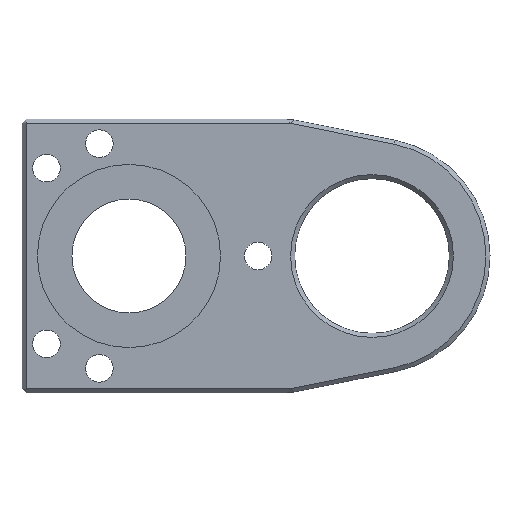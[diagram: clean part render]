
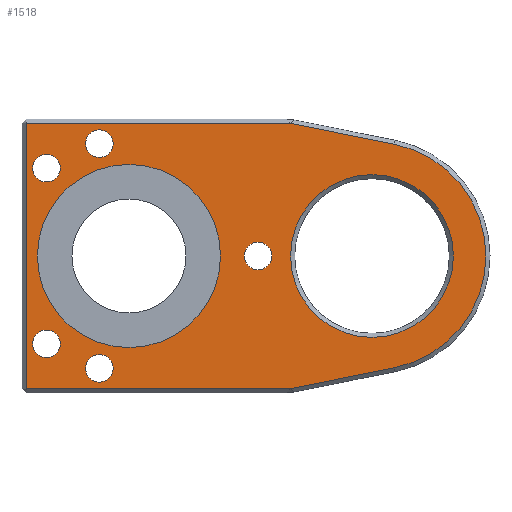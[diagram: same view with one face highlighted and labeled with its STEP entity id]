
A CAD part, front view. The second image highlights one B-rep face of the part: STEP entity #1518.
In plain terms, the highlighted planar face has unit normal (0, -1, 0).
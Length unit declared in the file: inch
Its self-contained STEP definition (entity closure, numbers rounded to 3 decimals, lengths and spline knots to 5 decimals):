
#46=FACE_BOUND('',#226,.T.);
#47=FACE_BOUND('',#227,.T.);
#48=FACE_BOUND('',#228,.T.);
#49=FACE_BOUND('',#229,.T.);
#50=FACE_BOUND('',#230,.T.);
#51=FACE_BOUND('',#231,.T.);
#52=FACE_BOUND('',#232,.T.);
#58=PLANE('',#1641);
#130=FACE_OUTER_BOUND('',#225,.T.);
#225=EDGE_LOOP('',(#1094,#1095,#1096,#1097,#1098,#1099));
#226=EDGE_LOOP('',(#1100));
#227=EDGE_LOOP('',(#1101));
#228=EDGE_LOOP('',(#1102));
#229=EDGE_LOOP('',(#1103));
#230=EDGE_LOOP('',(#1104));
#231=EDGE_LOOP('',(#1105));
#232=EDGE_LOOP('',(#1106));
#346=LINE('',#2288,#504);
#347=LINE('',#2292,#505);
#348=LINE('',#2294,#506);
#349=LINE('',#2296,#507);
#350=LINE('',#2297,#508);
#504=VECTOR('',#1829,0.3937);
#505=VECTOR('',#1832,0.3937);
#506=VECTOR('',#1833,0.3937);
#507=VECTOR('',#1834,0.3937);
#508=VECTOR('',#1835,0.3937);
#648=CIRCLE('',#1640,0.3937);
#649=CIRCLE('',#1642,0.55118);
#650=CIRCLE('',#1643,0.44291);
#651=CIRCLE('',#1644,0.06693);
#652=CIRCLE('',#1645,0.06693);
#653=CIRCLE('',#1646,0.06693);
#654=CIRCLE('',#1647,0.06693);
#655=CIRCLE('',#1648,0.06693);
#718=VERTEX_POINT('',#2282);
#719=VERTEX_POINT('',#2286);
#720=VERTEX_POINT('',#2287);
#721=VERTEX_POINT('',#2289);
#722=VERTEX_POINT('',#2291);
#723=VERTEX_POINT('',#2293);
#724=VERTEX_POINT('',#2295);
#725=VERTEX_POINT('',#2298);
#726=VERTEX_POINT('',#2300);
#727=VERTEX_POINT('',#2302);
#728=VERTEX_POINT('',#2304);
#729=VERTEX_POINT('',#2306);
#730=VERTEX_POINT('',#2308);
#857=EDGE_CURVE('',#718,#718,#648,.T.);
#859=EDGE_CURVE('',#719,#720,#346,.T.);
#860=EDGE_CURVE('',#721,#719,#649,.T.);
#861=EDGE_CURVE('',#722,#721,#347,.T.);
#862=EDGE_CURVE('',#723,#722,#348,.T.);
#863=EDGE_CURVE('',#724,#723,#349,.T.);
#864=EDGE_CURVE('',#720,#724,#350,.T.);
#865=EDGE_CURVE('',#725,#725,#650,.T.);
#866=EDGE_CURVE('',#726,#726,#651,.T.);
#867=EDGE_CURVE('',#727,#727,#652,.T.);
#868=EDGE_CURVE('',#728,#728,#653,.T.);
#869=EDGE_CURVE('',#729,#729,#654,.T.);
#870=EDGE_CURVE('',#730,#730,#655,.T.);
#1094=ORIENTED_EDGE('',*,*,#859,.F.);
#1095=ORIENTED_EDGE('',*,*,#860,.F.);
#1096=ORIENTED_EDGE('',*,*,#861,.F.);
#1097=ORIENTED_EDGE('',*,*,#862,.F.);
#1098=ORIENTED_EDGE('',*,*,#863,.F.);
#1099=ORIENTED_EDGE('',*,*,#864,.F.);
#1100=ORIENTED_EDGE('',*,*,#865,.T.);
#1101=ORIENTED_EDGE('',*,*,#866,.T.);
#1102=ORIENTED_EDGE('',*,*,#867,.T.);
#1103=ORIENTED_EDGE('',*,*,#868,.T.);
#1104=ORIENTED_EDGE('',*,*,#869,.T.);
#1105=ORIENTED_EDGE('',*,*,#870,.T.);
#1106=ORIENTED_EDGE('',*,*,#857,.F.);
#1518=ADVANCED_FACE('',(#130,#46,#47,#48,#49,#50,#51,#52),#58,.F.);
#1640=AXIS2_PLACEMENT_3D('',#2283,#1824,#1825);
#1641=AXIS2_PLACEMENT_3D('',#2285,#1827,#1828);
#1642=AXIS2_PLACEMENT_3D('',#2290,#1830,#1831);
#1643=AXIS2_PLACEMENT_3D('',#2299,#1836,#1837);
#1644=AXIS2_PLACEMENT_3D('',#2301,#1838,#1839);
#1645=AXIS2_PLACEMENT_3D('',#2303,#1840,#1841);
#1646=AXIS2_PLACEMENT_3D('',#2305,#1842,#1843);
#1647=AXIS2_PLACEMENT_3D('',#2307,#1844,#1845);
#1648=AXIS2_PLACEMENT_3D('',#2309,#1846,#1847);
#1824=DIRECTION('center_axis',(0.,-1.,0.));
#1825=DIRECTION('ref_axis',(-1.,0.,0.));
#1827=DIRECTION('center_axis',(0.,1.,0.));
#1828=DIRECTION('ref_axis',(0.,0.,1.));
#1829=DIRECTION('',(-0.98,0.,-0.197));
#1830=DIRECTION('center_axis',(0.,1.,0.));
#1831=DIRECTION('ref_axis',(0.197,0.,0.98));
#1832=DIRECTION('',(0.98,0.,-0.197));
#1833=DIRECTION('',(1.,0.,0.));
#1834=DIRECTION('',(0.,0.,1.));
#1835=DIRECTION('',(-1.,0.,0.));
#1836=DIRECTION('center_axis',(0.,1.,0.));
#1837=DIRECTION('ref_axis',(-1.,0.,0.));
#1838=DIRECTION('center_axis',(0.,1.,0.));
#1839=DIRECTION('ref_axis',(-1.,0.,0.));
#1840=DIRECTION('center_axis',(0.,1.,0.));
#1841=DIRECTION('ref_axis',(-1.,0.,0.));
#1842=DIRECTION('center_axis',(0.,1.,0.));
#1843=DIRECTION('ref_axis',(1.,0.,0.));
#1844=DIRECTION('center_axis',(0.,1.,0.));
#1845=DIRECTION('ref_axis',(1.,0.,0.));
#1846=DIRECTION('center_axis',(0.,1.,0.));
#1847=DIRECTION('ref_axis',(1.,0.,0.));
#2282=CARTESIAN_POINT('',(2.08661,0.,-0.66142));
#2283=CARTESIAN_POINT('Origin',(1.69291,0.,-0.66142));
#2285=CARTESIAN_POINT('Origin',(0.64961,0.,-0.66142));
#2286=CARTESIAN_POINT('',(1.80153,0.,-1.20179));
#2287=CARTESIAN_POINT('',(1.29725,0.,-1.30315));
#2288=CARTESIAN_POINT('',(1.04703,0.,-1.35344));
#2289=CARTESIAN_POINT('',(1.80153,0.,-0.12104));
#2290=CARTESIAN_POINT('Origin',(1.69291,0.,-0.66142));
#2291=CARTESIAN_POINT('',(1.29725,0.,-0.01969));
#2292=CARTESIAN_POINT('',(1.30013,0.,-0.02026));
#2293=CARTESIAN_POINT('',(0.01969,0.,-0.01969));
#2294=CARTESIAN_POINT('',(0.3248,0.,-0.01969));
#2295=CARTESIAN_POINT('',(0.01969,0.,-1.30315));
#2296=CARTESIAN_POINT('',(0.01969,0.,-0.99213));
#2297=CARTESIAN_POINT('',(0.97441,0.,-1.30315));
#2298=CARTESIAN_POINT('',(0.96015,0.,-0.66142));
#2299=CARTESIAN_POINT('Origin',(0.51724,0.,-0.66142));
#2300=CARTESIAN_POINT('',(0.44094,0.,-0.11811));
#2301=CARTESIAN_POINT('Origin',(0.37402,0.,-0.11811));
#2302=CARTESIAN_POINT('',(0.44094,0.,-1.20472));
#2303=CARTESIAN_POINT('Origin',(0.37402,0.,-1.20472));
#2304=CARTESIAN_POINT('',(1.0748,0.,-0.66142));
#2305=CARTESIAN_POINT('Origin',(1.14173,0.,-0.66142));
#2306=CARTESIAN_POINT('',(0.05118,0.,-1.08661));
#2307=CARTESIAN_POINT('Origin',(0.11811,0.,-1.08661));
#2308=CARTESIAN_POINT('',(0.05118,0.,-0.23622));
#2309=CARTESIAN_POINT('Origin',(0.11811,0.,-0.23622));
